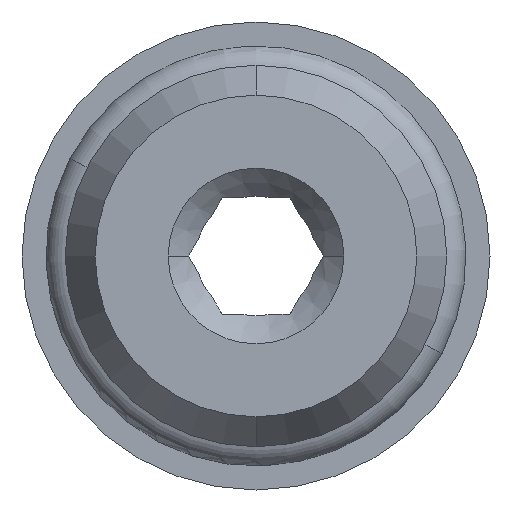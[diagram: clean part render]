
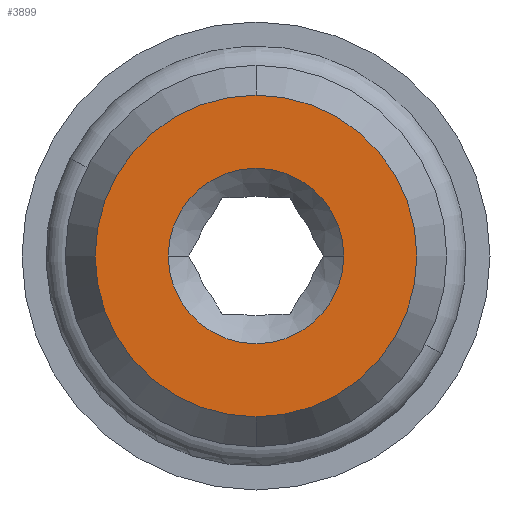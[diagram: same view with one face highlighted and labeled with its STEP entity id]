
A CAD part, front view. The second image highlights one B-rep face of the part: STEP entity #3899.
In plain terms, the highlighted planar face has unit normal (0, -1, 0).
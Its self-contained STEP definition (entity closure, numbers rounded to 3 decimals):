
#115 = AXIS2_PLACEMENT_3D ( 'NONE', #4006, #3967, #3658 ) ;
#191 = VERTEX_POINT ( 'NONE', #3535 ) ;
#374 = CARTESIAN_POINT ( 'NONE',  ( -3., 0., 0. ) ) ;
#387 = DIRECTION ( 'NONE',  ( 1., 0., 0. ) ) ;
#452 = CIRCLE ( 'NONE', #2350, 5.5 ) ;
#490 = EDGE_CURVE ( 'NONE', #1125, #191, #452, .T. ) ;
#627 = CIRCLE ( 'NONE', #115, 5.5 ) ;
#737 = CIRCLE ( 'NONE', #2863, 3. ) ;
#787 = CARTESIAN_POINT ( 'NONE',  ( 0., 0., 0. ) ) ;
#861 = EDGE_CURVE ( 'NONE', #191, #1125, #627, .T. ) ;
#1060 = DIRECTION ( 'NONE',  ( 1., 0., 0. ) ) ;
#1125 = VERTEX_POINT ( 'NONE', #1838 ) ;
#1442 = EDGE_CURVE ( 'NONE', #1523, #3460, #737, .T. ) ;
#1510 = CARTESIAN_POINT ( 'NONE',  ( 0., 0., 0. ) ) ;
#1523 = VERTEX_POINT ( 'NONE', #3219 ) ;
#1734 = CIRCLE ( 'NONE', #2588, 3. ) ;
#1838 = CARTESIAN_POINT ( 'NONE',  ( 0., 0., 5.5 ) ) ;
#1875 = DIRECTION ( 'NONE',  ( 0., 0., -1. ) ) ;
#1927 = FACE_OUTER_BOUND ( 'NONE', #3984, .T. ) ;
#1976 = CARTESIAN_POINT ( 'NONE',  ( 0., 0., 0. ) ) ;
#2056 = ORIENTED_EDGE ( 'NONE', *, *, #1442, .F. ) ;
#2137 = DIRECTION ( 'NONE',  ( 0., 0., -1. ) ) ;
#2181 = ORIENTED_EDGE ( 'NONE', *, *, #490, .T. ) ;
#2236 = FACE_BOUND ( 'NONE', #2293, .T. ) ;
#2293 = EDGE_LOOP ( 'NONE', ( #2056, #4034 ) ) ;
#2350 = AXIS2_PLACEMENT_3D ( 'NONE', #1976, #2921, #2137 ) ;
#2557 = CARTESIAN_POINT ( 'NONE',  ( 0., 0., 0. ) ) ;
#2588 = AXIS2_PLACEMENT_3D ( 'NONE', #2557, #4125, #387 ) ;
#2599 = PLANE ( 'NONE',  #2788 ) ;
#2788 = AXIS2_PLACEMENT_3D ( 'NONE', #1510, #4057, #1875 ) ;
#2863 = AXIS2_PLACEMENT_3D ( 'NONE', #787, #3913, #1060 ) ;
#2921 = DIRECTION ( 'NONE',  ( 0., -1., 0. ) ) ;
#3219 = CARTESIAN_POINT ( 'NONE',  ( 3., 0., 0. ) ) ;
#3460 = VERTEX_POINT ( 'NONE', #374 ) ;
#3535 = CARTESIAN_POINT ( 'NONE',  ( 0., 0., -5.5 ) ) ;
#3658 = DIRECTION ( 'NONE',  ( 0., 0., -1. ) ) ;
#3899 = ADVANCED_FACE ( 'NONE', ( #2236, #1927 ), #2599, .T. ) ;
#3913 = DIRECTION ( 'NONE',  ( 0., -1., 0. ) ) ;
#3953 = EDGE_CURVE ( 'NONE', #3460, #1523, #1734, .T. ) ;
#3967 = DIRECTION ( 'NONE',  ( 0., -1., 0. ) ) ;
#3984 = EDGE_LOOP ( 'NONE', ( #2181, #4045 ) ) ;
#4006 = CARTESIAN_POINT ( 'NONE',  ( 0., 0., 0. ) ) ;
#4034 = ORIENTED_EDGE ( 'NONE', *, *, #3953, .F. ) ;
#4045 = ORIENTED_EDGE ( 'NONE', *, *, #861, .T. ) ;
#4057 = DIRECTION ( 'NONE',  ( 0., -1., 0. ) ) ;
#4125 = DIRECTION ( 'NONE',  ( 0., -1., 0. ) ) ;
